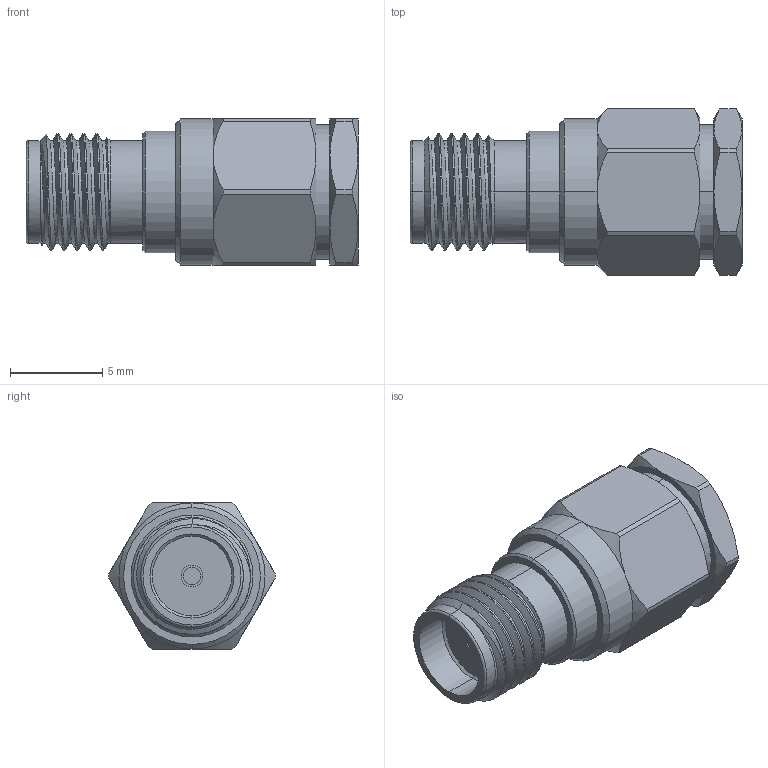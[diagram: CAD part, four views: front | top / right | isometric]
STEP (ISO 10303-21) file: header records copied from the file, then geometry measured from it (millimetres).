
FILE_DESCRIPTION (( 'STEP AP203' ), '1' );
FILE_NAME ('PE4030.step', '2019-03-25T17:18:47', ( '' ), ( '' ), 'SwSTEP 2.0', 'SolidWorks 2017', '' );
FILE_SCHEMA (( 'CONFIG_CONTROL_DESIGN' ));
Length unit declared in the file: inch
Products named in the file (1): PE4030
Bounding box: 18.03 x 9.03 x 7.94 mm (x, y, z)
Volume: 675.4 mm3; surface area: 657.8 mm2
Topology: 1 solids, 1 shells, 105 faces, 242 edges, 147 vertices
Faces by surface type: cylinder 40, cone 38, plane 22, bspline 3, torus 2
Entity records: 4225 total; most frequent: CARTESIAN_POINT 1901, ORIENTED_EDGE 484, DIRECTION 455, EDGE_CURVE 242, AXIS2_PLACEMENT_3D 196, VERTEX_POINT 147, EDGE_LOOP 113, ADVANCED_FACE 105
